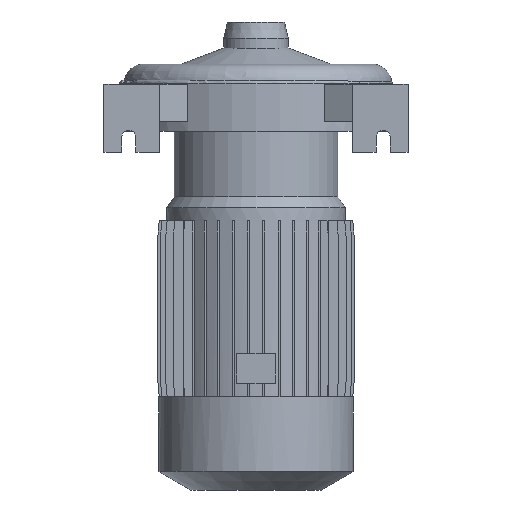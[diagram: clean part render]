
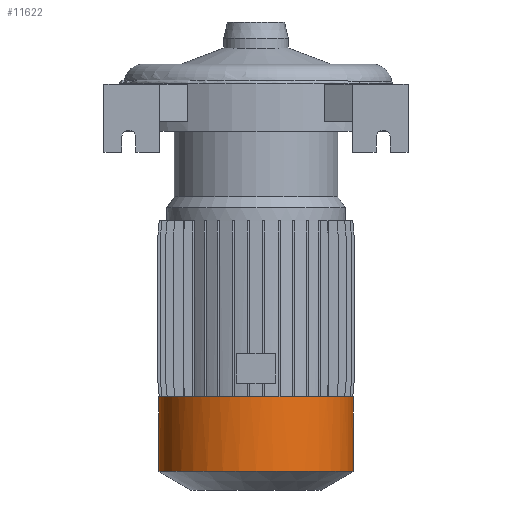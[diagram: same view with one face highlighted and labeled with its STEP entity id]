
A CAD part, front view. The second image highlights one B-rep face of the part: STEP entity #11622.
In plain terms, the highlighted cylindrical face has radius 78.5 mm (diameter 157 mm), a partial arc.
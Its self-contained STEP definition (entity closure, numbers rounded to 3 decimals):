
#272 = DIRECTION ( 'NONE',  ( 1., 0., 0. ) ) ;
#317 = DIRECTION ( 'NONE',  ( 1., 0., 0. ) ) ;
#371 = EDGE_CURVE ( 'NONE', #7292, #5912, #7650, .T. ) ;
#494 = VERTEX_POINT ( 'NONE', #7055 ) ;
#874 = CARTESIAN_POINT ( 'NONE',  ( 0., 0., -252. ) ) ;
#1878 = DIRECTION ( 'NONE',  ( 0., 0., 1. ) ) ;
#1965 = AXIS2_PLACEMENT_3D ( 'NONE', #2789, #6468, #4053 ) ;
#2789 = CARTESIAN_POINT ( 'NONE',  ( 0., 0., 50. ) ) ;
#3219 = DIRECTION ( 'NONE',  ( 0., 0., 1. ) ) ;
#3578 = FACE_OUTER_BOUND ( 'NONE', #6376, .T. ) ;
#3866 = EDGE_CURVE ( 'NONE', #5912, #494, #10534, .T. ) ;
#4053 = DIRECTION ( 'NONE',  ( 1., 0., 0. ) ) ;
#4195 = ORIENTED_EDGE ( 'NONE', *, *, #3866, .F. ) ;
#4579 = CARTESIAN_POINT ( 'NONE',  ( -78.5, 0., -252. ) ) ;
#4689 = ORIENTED_EDGE ( 'NONE', *, *, #6892, .T. ) ;
#4772 = DIRECTION ( 'NONE',  ( 0., 0., 1. ) ) ;
#4966 = AXIS2_PLACEMENT_3D ( 'NONE', #874, #10254, #272 ) ;
#5343 = EDGE_CURVE ( 'NONE', #7292, #5423, #9008, .T. ) ;
#5423 = VERTEX_POINT ( 'NONE', #5560 ) ;
#5560 = CARTESIAN_POINT ( 'NONE',  ( 78.5, 0., -312. ) ) ;
#5740 = CARTESIAN_POINT ( 'NONE',  ( 0., 0., -312. ) ) ;
#5912 = VERTEX_POINT ( 'NONE', #4579 ) ;
#6376 = EDGE_LOOP ( 'NONE', ( #8156, #11388, #4689, #4195 ) ) ;
#6468 = DIRECTION ( 'NONE',  ( 0., 0., 1. ) ) ;
#6892 = EDGE_CURVE ( 'NONE', #5423, #494, #10501, .T. ) ;
#7055 = CARTESIAN_POINT ( 'NONE',  ( 78.5, 0., -252. ) ) ;
#7249 = CYLINDRICAL_SURFACE ( 'NONE', #1965, 78.5 ) ;
#7292 = VERTEX_POINT ( 'NONE', #7543 ) ;
#7543 = CARTESIAN_POINT ( 'NONE',  ( -78.5, 0., -312. ) ) ;
#7650 = LINE ( 'NONE', #11201, #11784 ) ;
#8156 = ORIENTED_EDGE ( 'NONE', *, *, #371, .F. ) ;
#8457 = CARTESIAN_POINT ( 'NONE',  ( 78.5, 0., 50. ) ) ;
#9008 = CIRCLE ( 'NONE', #11683, 78.5 ) ;
#9594 = VECTOR ( 'NONE', #3219, 1000. ) ;
#10254 = DIRECTION ( 'NONE',  ( 0., 0., 1. ) ) ;
#10501 = LINE ( 'NONE', #8457, #9594 ) ;
#10534 = CIRCLE ( 'NONE', #4966, 78.5 ) ;
#11201 = CARTESIAN_POINT ( 'NONE',  ( -78.5, 0., 50. ) ) ;
#11388 = ORIENTED_EDGE ( 'NONE', *, *, #5343, .T. ) ;
#11622 = ADVANCED_FACE ( 'NONE', ( #3578 ), #7249, .T. ) ;
#11683 = AXIS2_PLACEMENT_3D ( 'NONE', #5740, #1878, #317 ) ;
#11784 = VECTOR ( 'NONE', #4772, 1000. ) ;
